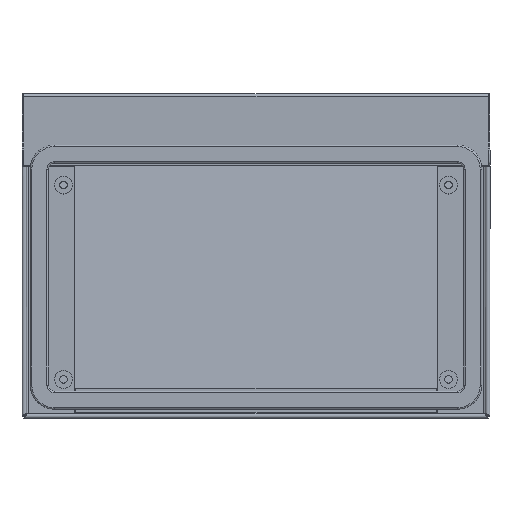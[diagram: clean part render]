
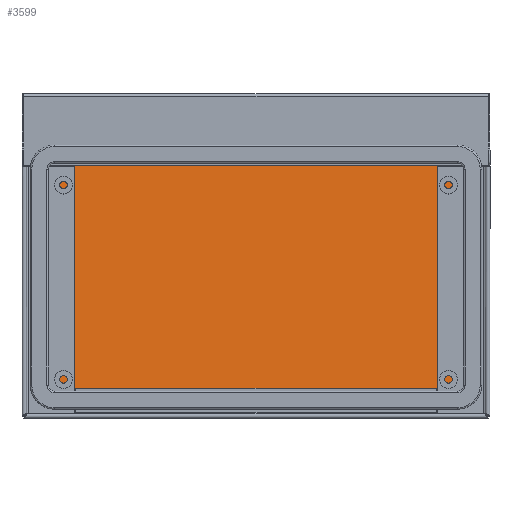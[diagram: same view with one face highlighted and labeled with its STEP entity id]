
A CAD part, front view. The second image highlights one B-rep face of the part: STEP entity #3599.
In plain terms, the highlighted planar face has unit normal (0, -0.996, 0.087).
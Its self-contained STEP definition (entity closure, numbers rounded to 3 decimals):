
#151 = EDGE_CURVE ( 'NONE', #4288, #524, #1171, .T. ) ;
#221 = EDGE_LOOP ( 'NONE', ( #3776, #3677, #5457, #1890 ) ) ;
#524 = VERTEX_POINT ( 'NONE', #5047 ) ;
#556 = VECTOR ( 'NONE', #6028, 1000. ) ;
#670 = DIRECTION ( 'NONE',  ( 0., 0.087, 0.996 ) ) ;
#802 = EDGE_CURVE ( 'NONE', #4288, #2209, #1575, .T. ) ;
#858 = AXIS2_PLACEMENT_3D ( 'NONE', #1118, #3083, #5038 ) ;
#1118 = CARTESIAN_POINT ( 'NONE',  ( 153., 31.004, -92.913 ) ) ;
#1171 = LINE ( 'NONE', #3171, #5301 ) ;
#1575 = LINE ( 'NONE', #3575, #556 ) ;
#1890 = ORIENTED_EDGE ( 'NONE', *, *, #151, .T. ) ;
#2015 = EDGE_CURVE ( 'NONE', #524, #2855, #2410, .T. ) ;
#2209 = VERTEX_POINT ( 'NONE', #5462 ) ;
#2410 = LINE ( 'NONE', #3911, #3932 ) ;
#2855 = VERTEX_POINT ( 'NONE', #4929 ) ;
#3083 = DIRECTION ( 'NONE',  ( 0., -0.996, 0.087 ) ) ;
#3171 = CARTESIAN_POINT ( 'NONE',  ( 153., 31.004, -92.913 ) ) ;
#3575 = CARTESIAN_POINT ( 'NONE',  ( 153., 31.164, -91.087 ) ) ;
#3599 = ADVANCED_FACE ( 'NONE', ( #6047 ), #6015, .T. ) ;
#3677 = ORIENTED_EDGE ( 'NONE', *, *, #4525, .F. ) ;
#3776 = ORIENTED_EDGE ( 'NONE', *, *, #2015, .T. ) ;
#3911 = CARTESIAN_POINT ( 'NONE',  ( 153., 48.512, 107.207 ) ) ;
#3932 = VECTOR ( 'NONE', #6364, 1000. ) ;
#3948 = VECTOR ( 'NONE', #670, 1000. ) ;
#4185 = CARTESIAN_POINT ( 'NONE',  ( -153., 31.004, -92.913 ) ) ;
#4288 = VERTEX_POINT ( 'NONE', #4473 ) ;
#4473 = CARTESIAN_POINT ( 'NONE',  ( 153., 31.164, -91.087 ) ) ;
#4525 = EDGE_CURVE ( 'NONE', #2209, #2855, #4664, .T. ) ;
#4606 = DIRECTION ( 'NONE',  ( 0., 0.087, 0.996 ) ) ;
#4664 = LINE ( 'NONE', #4185, #3948 ) ;
#4929 = CARTESIAN_POINT ( 'NONE',  ( -153., 48.512, 107.207 ) ) ;
#5038 = DIRECTION ( 'NONE',  ( 0., -0.087, -0.996 ) ) ;
#5047 = CARTESIAN_POINT ( 'NONE',  ( 153., 48.512, 107.207 ) ) ;
#5301 = VECTOR ( 'NONE', #4606, 1000. ) ;
#5457 = ORIENTED_EDGE ( 'NONE', *, *, #802, .F. ) ;
#5462 = CARTESIAN_POINT ( 'NONE',  ( -153., 31.164, -91.087 ) ) ;
#6015 = PLANE ( 'NONE',  #858 ) ;
#6028 = DIRECTION ( 'NONE',  ( -1., 0., 0. ) ) ;
#6047 = FACE_OUTER_BOUND ( 'NONE', #221, .T. ) ;
#6364 = DIRECTION ( 'NONE',  ( -1., 0., 0. ) ) ;
